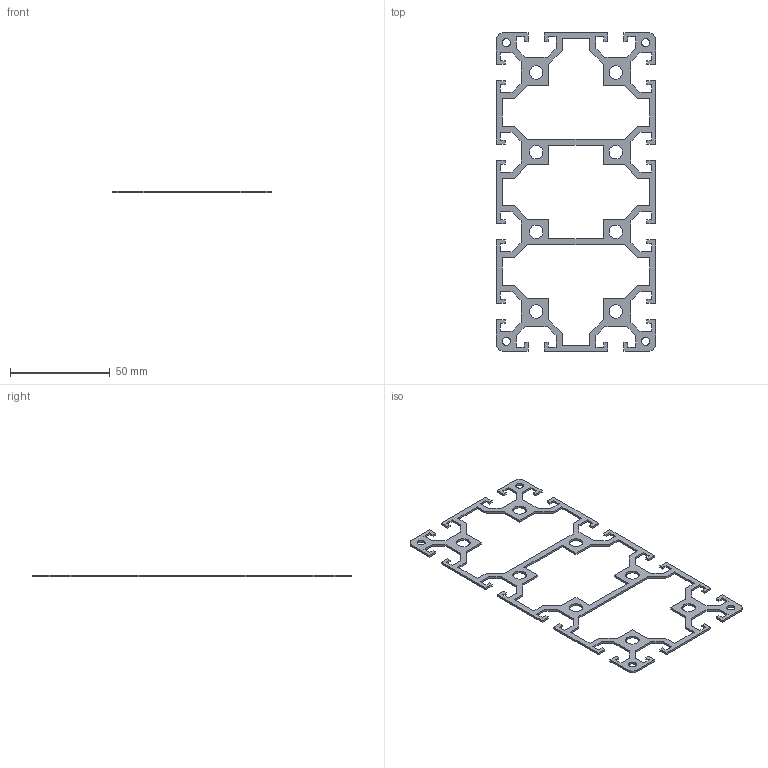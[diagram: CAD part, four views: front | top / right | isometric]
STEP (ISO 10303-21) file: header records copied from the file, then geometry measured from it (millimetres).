
FILE_DESCRIPTION((''),'2;1');
FILE_NAME('SP544_extern.ipt.step','2007-09-10T15:10:22',(''),(''),'Autodesk Inventor 11','Autodesk Inventor 11','');
FILE_SCHEMA(('AUTOMOTIVE_DESIGN { 1 0 10303 214 1 1 1 1 }'));
Length unit declared in the file: millimetre
Products named in the file (1): SP544_extern
Bounding box: 80 x 160 x 1 mm (x, y, z)
Volume: 3265.7 mm3; surface area: 8541.7 mm2
Topology: 1 solids, 1 shells, 250 faces, 756 edges, 508 vertices
Faces by surface type: plane 231, bspline 15, cylinder 4
Entity records: 8419 total; most frequent: CARTESIAN_POINT 1692, ORIENTED_EDGE 1464, DIRECTION 1236, EDGE_CURVE 732, VECTOR 700, LINE 700, VERTEX_POINT 496, EDGE_LOOP 292
